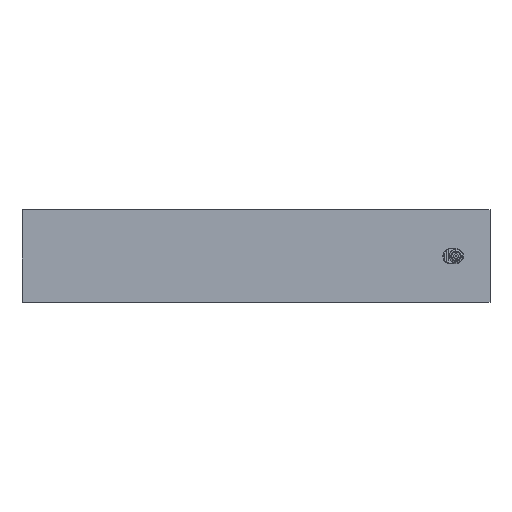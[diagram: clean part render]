
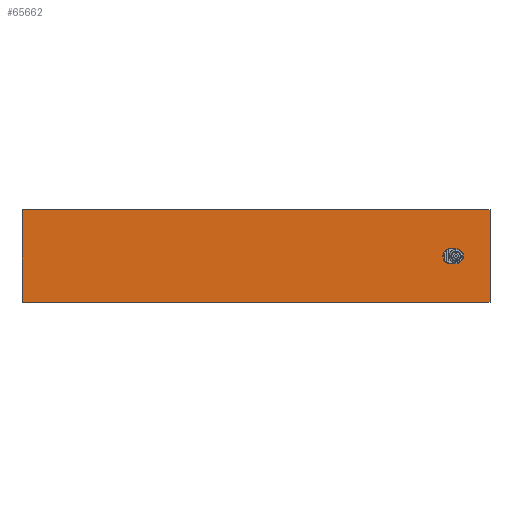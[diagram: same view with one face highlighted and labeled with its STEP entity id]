
A CAD part, top view. The second image highlights one B-rep face of the part: STEP entity #65662.
In plain terms, the highlighted planar face has unit normal (0, 0, 1).
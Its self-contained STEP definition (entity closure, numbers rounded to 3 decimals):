
#1738 = VECTOR ( 'NONE', #56544, 1000. ) ;
#1809 = DIRECTION ( 'NONE',  ( -1., 0., 0. ) ) ;
#1935 = CARTESIAN_POINT ( 'NONE',  ( 32.955, -287.9, 0. ) ) ;
#2720 = VECTOR ( 'NONE', #68122, 1000. ) ;
#3768 = VECTOR ( 'NONE', #60805, 1000. ) ;
#4679 = ORIENTED_EDGE ( 'NONE', *, *, #12582, .T. ) ;
#5719 = VERTEX_POINT ( 'NONE', #1935 ) ;
#5720 = CARTESIAN_POINT ( 'NONE',  ( 23.045, -308.1, 0. ) ) ;
#5724 = DIRECTION ( 'NONE',  ( 0., 1., 0. ) ) ;
#6061 = VECTOR ( 'NONE', #5724, 1000. ) ;
#6531 = EDGE_LOOP ( 'NONE', ( #28827, #46599, #36756, #43706 ) ) ;
#7443 = VERTEX_POINT ( 'NONE', #60650 ) ;
#7927 = ORIENTED_EDGE ( 'NONE', *, *, #38043, .T. ) ;
#8054 = VERTEX_POINT ( 'NONE', #35581 ) ;
#9500 = CARTESIAN_POINT ( 'NONE',  ( 100., -298., 0. ) ) ;
#10368 = DIRECTION ( 'NONE',  ( -1., 0., 0. ) ) ;
#11596 = DIRECTION ( 'NONE',  ( 1., 0., 0. ) ) ;
#12582 = EDGE_CURVE ( 'NONE', #21208, #64865, #38206, .T. ) ;
#12858 = VERTEX_POINT ( 'NONE', #30090 ) ;
#12964 = ORIENTED_EDGE ( 'NONE', *, *, #21806, .T. ) ;
#15021 = VECTOR ( 'NONE', #63036, 1000. ) ;
#15799 = CARTESIAN_POINT ( 'NONE',  ( 32.955, -287.9, 0. ) ) ;
#16702 = LINE ( 'NONE', #44189, #6061 ) ;
#16734 = AXIS2_PLACEMENT_3D ( 'NONE', #66453, #60965, #55807 ) ;
#17203 = CARTESIAN_POINT ( 'NONE',  ( 17.9, -302.955, 0. ) ) ;
#17745 = EDGE_CURVE ( 'NONE', #35723, #21208, #40161, .T. ) ;
#18280 = FACE_BOUND ( 'NONE', #50237, .T. ) ;
#18866 = AXIS2_PLACEMENT_3D ( 'NONE', #61470, #22599, #11596 ) ;
#19907 = CARTESIAN_POINT ( 'NONE',  ( -397.5, -396., 0. ) ) ;
#20021 = VERTEX_POINT ( 'NONE', #17203 ) ;
#20852 = VERTEX_POINT ( 'NONE', #47228 ) ;
#21159 = AXIS2_PLACEMENT_3D ( 'NONE', #30735, #59324, #63750 ) ;
#21208 = VERTEX_POINT ( 'NONE', #65015 ) ;
#21215 = LINE ( 'NONE', #9500, #3768 ) ;
#21681 = VECTOR ( 'NONE', #42186, 1000. ) ;
#21806 = EDGE_CURVE ( 'NONE', #20021, #7443, #39681, .T. ) ;
#22599 = DIRECTION ( 'NONE',  ( 0., 0., -1. ) ) ;
#24207 = EDGE_CURVE ( 'NONE', #60593, #5719, #71857, .T. ) ;
#24691 = ORIENTED_EDGE ( 'NONE', *, *, #50193, .T. ) ;
#24960 = ORIENTED_EDGE ( 'NONE', *, *, #60998, .T. ) ;
#27053 = VERTEX_POINT ( 'NONE', #72357 ) ;
#27096 = CARTESIAN_POINT ( 'NONE',  ( 28., -298., 0. ) ) ;
#28077 = CIRCLE ( 'NONE', #18866, 11.25 ) ;
#28827 = ORIENTED_EDGE ( 'NONE', *, *, #54185, .F. ) ;
#30090 = CARTESIAN_POINT ( 'NONE',  ( 100., -200., 0. ) ) ;
#30735 = CARTESIAN_POINT ( 'NONE',  ( 28., -298., 0. ) ) ;
#33282 = CARTESIAN_POINT ( 'NONE',  ( 38.1, -293.045, 0. ) ) ;
#33343 = DIRECTION ( 'NONE',  ( 0., 0., -1. ) ) ;
#35581 = CARTESIAN_POINT ( 'NONE',  ( -895., -396., 0. ) ) ;
#35723 = VERTEX_POINT ( 'NONE', #50806 ) ;
#35850 = DIRECTION ( 'NONE',  ( 0., 0., 1. ) ) ;
#36756 = ORIENTED_EDGE ( 'NONE', *, *, #39929, .F. ) ;
#38043 = EDGE_CURVE ( 'NONE', #5719, #59961, #41035, .T. ) ;
#38206 = LINE ( 'NONE', #60582, #43553 ) ;
#39681 = LINE ( 'NONE', #62058, #1738 ) ;
#39929 = EDGE_CURVE ( 'NONE', #8054, #20852, #16702, .T. ) ;
#40161 = CIRCLE ( 'NONE', #16734, 11.25 ) ;
#41035 = CIRCLE ( 'NONE', #21159, 11.25 ) ;
#41701 = FACE_OUTER_BOUND ( 'NONE', #6531, .T. ) ;
#42186 = DIRECTION ( 'NONE',  ( 1., 0., 0. ) ) ;
#43553 = VECTOR ( 'NONE', #10368, 1000. ) ;
#43706 = ORIENTED_EDGE ( 'NONE', *, *, #66930, .F. ) ;
#44189 = CARTESIAN_POINT ( 'NONE',  ( -895., -298., 0. ) ) ;
#45432 = CARTESIAN_POINT ( 'NONE',  ( 38.1, -293.045, 0. ) ) ;
#46210 = AXIS2_PLACEMENT_3D ( 'NONE', #47199, #35850, #1809 ) ;
#46566 = CARTESIAN_POINT ( 'NONE',  ( 23.045, -287.9, 0. ) ) ;
#46599 = ORIENTED_EDGE ( 'NONE', *, *, #57813, .F. ) ;
#47199 = CARTESIAN_POINT ( 'NONE',  ( -397.5, -298., 0. ) ) ;
#47228 = CARTESIAN_POINT ( 'NONE',  ( -895., -200., 0. ) ) ;
#50193 = EDGE_CURVE ( 'NONE', #7443, #60593, #28077, .T. ) ;
#50237 = EDGE_LOOP ( 'NONE', ( #24691, #68273, #7927, #52803, #66107, #4679, #24960, #12964 ) ) ;
#50806 = CARTESIAN_POINT ( 'NONE',  ( 38.1, -302.955, 0. ) ) ;
#51611 = CARTESIAN_POINT ( 'NONE',  ( -397.5, -200., 0. ) ) ;
#52330 = PLANE ( 'NONE',  #46210 ) ;
#52803 = ORIENTED_EDGE ( 'NONE', *, *, #72342, .T. ) ;
#53608 = LINE ( 'NONE', #19907, #63898 ) ;
#54185 = EDGE_CURVE ( 'NONE', #12858, #27053, #21215, .T. ) ;
#55683 = DIRECTION ( 'NONE',  ( 1., 0., 0. ) ) ;
#55807 = DIRECTION ( 'NONE',  ( 1., 0., 0. ) ) ;
#56544 = DIRECTION ( 'NONE',  ( 0., 1., 0. ) ) ;
#57813 = EDGE_CURVE ( 'NONE', #20852, #12858, #63002, .T. ) ;
#59324 = DIRECTION ( 'NONE',  ( 0., 0., -1. ) ) ;
#59961 = VERTEX_POINT ( 'NONE', #33282 ) ;
#60582 = CARTESIAN_POINT ( 'NONE',  ( 32.955, -308.1, 0. ) ) ;
#60593 = VERTEX_POINT ( 'NONE', #46566 ) ;
#60650 = CARTESIAN_POINT ( 'NONE',  ( 17.9, -293.045, 0. ) ) ;
#60805 = DIRECTION ( 'NONE',  ( 0., -1., 0. ) ) ;
#60965 = DIRECTION ( 'NONE',  ( 0., 0., -1. ) ) ;
#60998 = EDGE_CURVE ( 'NONE', #64865, #20021, #69384, .T. ) ;
#61470 = CARTESIAN_POINT ( 'NONE',  ( 28., -298., 0. ) ) ;
#62058 = CARTESIAN_POINT ( 'NONE',  ( 17.9, -293.045, 0. ) ) ;
#63002 = LINE ( 'NONE', #51611, #2720 ) ;
#63036 = DIRECTION ( 'NONE',  ( 0., -1., 0. ) ) ;
#63750 = DIRECTION ( 'NONE',  ( 1., 0., 0. ) ) ;
#63898 = VECTOR ( 'NONE', #64998, 1000. ) ;
#64865 = VERTEX_POINT ( 'NONE', #5720 ) ;
#64998 = DIRECTION ( 'NONE',  ( -1., 0., 0. ) ) ;
#65015 = CARTESIAN_POINT ( 'NONE',  ( 32.955, -308.1, 0. ) ) ;
#65662 = ADVANCED_FACE ( 'NONE', ( #41701, #18280 ), #52330, .T. ) ;
#65904 = AXIS2_PLACEMENT_3D ( 'NONE', #27096, #33343, #55683 ) ;
#66107 = ORIENTED_EDGE ( 'NONE', *, *, #17745, .T. ) ;
#66453 = CARTESIAN_POINT ( 'NONE',  ( 28., -298., 0. ) ) ;
#66930 = EDGE_CURVE ( 'NONE', #27053, #8054, #53608, .T. ) ;
#68122 = DIRECTION ( 'NONE',  ( 1., 0., 0. ) ) ;
#68273 = ORIENTED_EDGE ( 'NONE', *, *, #24207, .T. ) ;
#68880 = LINE ( 'NONE', #45432, #15021 ) ;
#69384 = CIRCLE ( 'NONE', #65904, 11.25 ) ;
#71857 = LINE ( 'NONE', #15799, #21681 ) ;
#72342 = EDGE_CURVE ( 'NONE', #59961, #35723, #68880, .T. ) ;
#72357 = CARTESIAN_POINT ( 'NONE',  ( 100., -396., 0. ) ) ;
